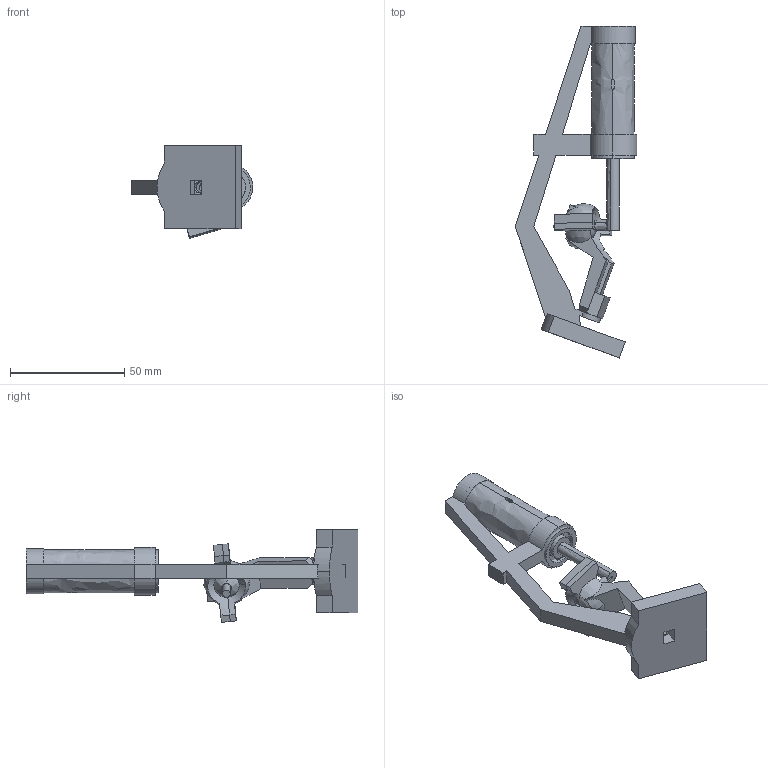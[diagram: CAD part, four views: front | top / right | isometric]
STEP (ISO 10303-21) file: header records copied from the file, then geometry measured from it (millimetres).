
FILE_DESCRIPTION(('FreeCAD Model'),'2;1');
FILE_NAME('Open CASCADE Shape Model','2025-05-08T08:30:58',('FreeCAD'),( 'FreeCAD'),'Open CASCADE STEP processor 7.6','FreeCAD','Unknown');
FILE_SCHEMA(('AUTOMOTIVE_DESIGN { 1 0 10303 214 1 1 1 1 }'));
Length unit declared in the file: millimetre
Products named in the file (1): Open CASCADE STEP translator 7.6 1
Bounding box: 53.14 x 145.31 x 40.59 mm (x, y, z)
Volume: 41046.1 mm3; surface area: 28082.4 mm2
Topology: 7 solids, 7 shells, 168 faces, 470 edges, 307 vertices
Faces by surface type: bspline 168
Entity records: 5705 total; most frequent: CARTESIAN_POINT 3006, ORIENTED_EDGE 936, EDGE_CURVE 468, B_SPLINE_CURVE_WITH_KNOTS 322, VERTEX_POINT 307, FACE_BOUND 184, EDGE_LOOP 184, ADVANCED_FACE 168
